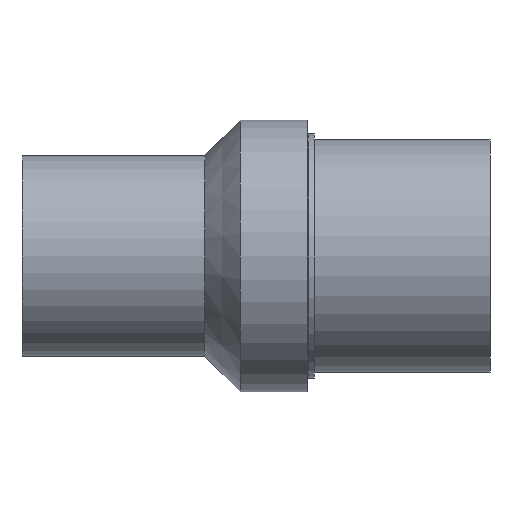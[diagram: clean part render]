
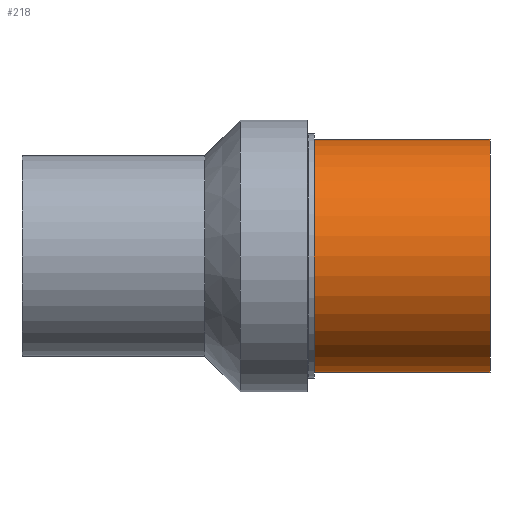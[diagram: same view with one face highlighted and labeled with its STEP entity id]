
A CAD part, left-side view. The second image highlights one B-rep face of the part: STEP entity #218.
In plain terms, the highlighted cylindrical face has radius 12.75 mm (diameter 25.5 mm), a partial arc.
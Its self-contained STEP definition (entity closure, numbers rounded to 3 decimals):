
#52 = AXIS2_PLACEMENT_3D ( 'NONE', #1454, #274, #391 ) ;
#55 = EDGE_CURVE ( 'NONE', #973, #604, #541, .T. ) ;
#151 = FACE_OUTER_BOUND ( 'NONE', #1168, .T. ) ;
#218 = ADVANCED_FACE ( 'NONE', ( #151 ), #379, .T. ) ;
#250 = EDGE_CURVE ( 'NONE', #458, #375, #1044, .T. ) ;
#274 = DIRECTION ( 'NONE',  ( 0., -1., 0. ) ) ;
#279 = CARTESIAN_POINT ( 'NONE',  ( 0., 0., -12.75 ) ) ;
#294 = AXIS2_PLACEMENT_3D ( 'NONE', #1472, #1116, #1481 ) ;
#361 = CARTESIAN_POINT ( 'NONE',  ( 0., 0., 12.75 ) ) ;
#365 = ORIENTED_EDGE ( 'NONE', *, *, #55, .T. ) ;
#375 = VERTEX_POINT ( 'NONE', #606 ) ;
#379 = CYLINDRICAL_SURFACE ( 'NONE', #52, 12.75 ) ;
#391 = DIRECTION ( 'NONE',  ( 0., 0., -1. ) ) ;
#399 = CARTESIAN_POINT ( 'NONE',  ( 0., -23., 12.75 ) ) ;
#414 = DIRECTION ( 'NONE',  ( 0., -1., 0. ) ) ;
#458 = VERTEX_POINT ( 'NONE', #399 ) ;
#541 = CIRCLE ( 'NONE', #294, 12.75 ) ;
#604 = VERTEX_POINT ( 'NONE', #1492 ) ;
#606 = CARTESIAN_POINT ( 'NONE',  ( 0., -23., -12.75 ) ) ;
#713 = ORIENTED_EDGE ( 'NONE', *, *, #250, .F. ) ;
#781 = LINE ( 'NONE', #279, #1364 ) ;
#789 = ORIENTED_EDGE ( 'NONE', *, *, #873, .T. ) ;
#873 = EDGE_CURVE ( 'NONE', #604, #375, #781, .T. ) ;
#962 = AXIS2_PLACEMENT_3D ( 'NONE', #1527, #1127, #1171 ) ;
#973 = VERTEX_POINT ( 'NONE', #1506 ) ;
#980 = VECTOR ( 'NONE', #1034, 1000. ) ;
#990 = EDGE_CURVE ( 'NONE', #973, #458, #1258, .T. ) ;
#1034 = DIRECTION ( 'NONE',  ( 0., -1., 0. ) ) ;
#1044 = CIRCLE ( 'NONE', #962, 12.75 ) ;
#1116 = DIRECTION ( 'NONE',  ( 0., -1., 0. ) ) ;
#1127 = DIRECTION ( 'NONE',  ( 0., -1., 0. ) ) ;
#1168 = EDGE_LOOP ( 'NONE', ( #1469, #365, #789, #713 ) ) ;
#1171 = DIRECTION ( 'NONE',  ( 0., 0., -1. ) ) ;
#1258 = LINE ( 'NONE', #361, #980 ) ;
#1364 = VECTOR ( 'NONE', #414, 1000. ) ;
#1454 = CARTESIAN_POINT ( 'NONE',  ( 0., 0., 0. ) ) ;
#1469 = ORIENTED_EDGE ( 'NONE', *, *, #990, .F. ) ;
#1472 = CARTESIAN_POINT ( 'NONE',  ( 0., -3.8, 0. ) ) ;
#1481 = DIRECTION ( 'NONE',  ( 0., 0., -1. ) ) ;
#1492 = CARTESIAN_POINT ( 'NONE',  ( 0., -3.8, -12.75 ) ) ;
#1506 = CARTESIAN_POINT ( 'NONE',  ( 0., -3.8, 12.75 ) ) ;
#1527 = CARTESIAN_POINT ( 'NONE',  ( 0., -23., 0. ) ) ;
